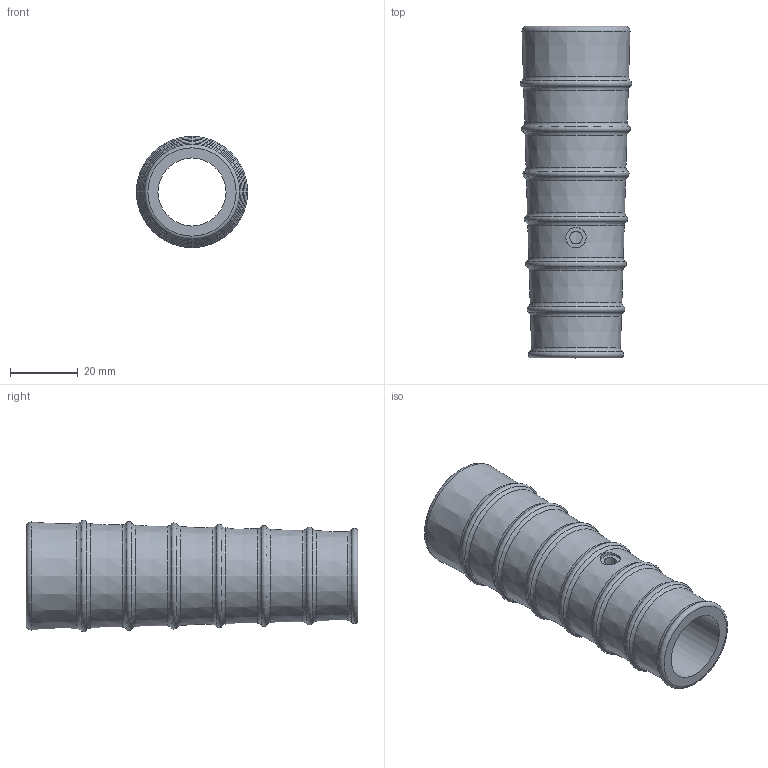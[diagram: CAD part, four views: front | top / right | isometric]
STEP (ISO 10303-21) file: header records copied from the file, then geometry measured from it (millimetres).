
FILE_DESCRIPTION(('Open CASCADE Model'),'2;1');
FILE_NAME('Open CASCADE Shape Model','2025-01-05T14:24:05',('Author'),( 'Open CASCADE'),'Open CASCADE STEP processor 7.7','Open CASCADE 7.7' ,'Unknown');
FILE_SCHEMA(('AUTOMOTIVE_DESIGN { 1 0 10303 214 1 1 1 1 }'));
Length unit declared in the file: millimetre
Products named in the file (1): SOLID
Bounding box: 32.91 x 98 x 32.91 mm (x, y, z)
Volume: 34471.2 mm3; surface area: 16168.1 mm2
Topology: 1 solids, 1 shells, 37 faces, 72 edges, 38 vertices
Faces by surface type: torus 23, cone 8, plane 3, cylinder 3
Full cylindrical faces by diameter (mm): 3.7 x1, 6 x1, 20.1 x1
Entity records: 2463 total; most frequent: CARTESIAN_POINT 871, DIRECTION 344, LINE 145, VECTOR 145, ORIENTED_EDGE 144, PCURVE 144, DEFINITIONAL_REPRESENTATION 144, AXIS2_PLACEMENT_3D 97
